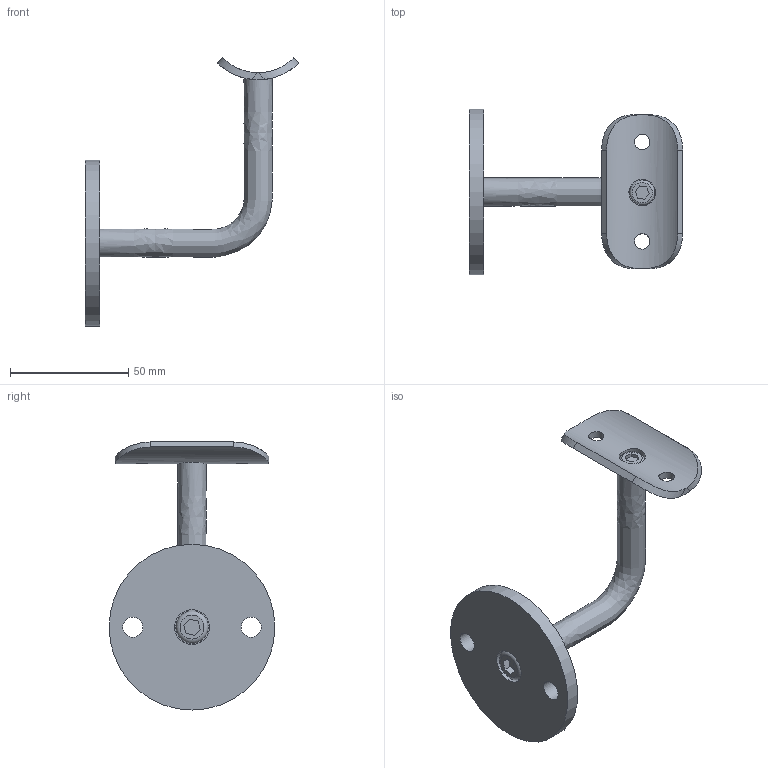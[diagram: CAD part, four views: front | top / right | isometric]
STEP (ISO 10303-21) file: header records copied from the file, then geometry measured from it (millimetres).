
FILE_DESCRIPTION(/* description */ (''),/* implementation_level */ '2;1');
FILE_NAME(/* name */ '1878_Cosch_Edelstahltechnik.stp',/* time_stamp */ '2019-01-06T20:05:16+01:00',/* author */ (''),/* organization */ (''),/* preprocessor_version */ 'ST-DEVELOPER v16',/* originating_system */ 'SIEMENS PLM Software NX 11.0',/* authorisation */ '');
FILE_SCHEMA (('AUTOMOTIVE_DESIGN { 1 0 10303 214 3 1 1 1 }'));
Length unit declared in the file: millimetre
Products named in the file (1): Goge2A28DBB0x875
Bounding box: 90.11 x 70 x 113.21 mm (x, y, z)
Volume: 42680.9 mm3; surface area: 18912.5 mm2
Topology: 1 solids, 1 shells, 42 faces, 100 edges, 69 vertices
Faces by surface type: plane 24, cylinder 15, torus 2, bspline 1
Full cylindrical faces by diameter (mm): 6.5 x2, 8.5 x2, 10.516 x1, 11.25 x1, 13.634 x1, 14.662 x1, 70 x1
Entity records: 2339 total; most frequent: CARTESIAN_POINT 1392, DIRECTION 172, ORIENTED_EDGE 164, EDGE_CURVE 82, EDGE_LOOP 70, VERTEX_POINT 62, AXIS2_PLACEMENT_3D 62, LINE 48
